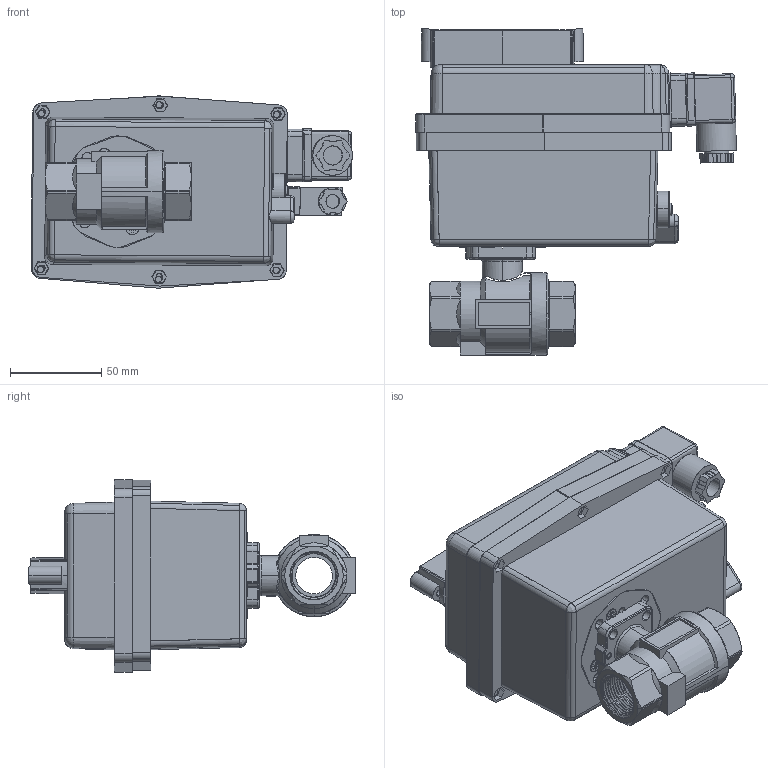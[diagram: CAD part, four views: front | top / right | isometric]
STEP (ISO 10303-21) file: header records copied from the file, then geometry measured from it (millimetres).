
FILE_DESCRIPTION (( 'STEP AP214' ), '1' );
FILE_NAME ('EK02_DN20_LH10.STEP', '2022-01-21T10:38:22', ( '' ), ( '' ), 'SwSTEP 2.0', 'SolidWorks 2021', '' );
FILE_SCHEMA (( 'AUTOMOTIVE_DESIGN' ));
Length unit declared in the file: metre
Products named in the file (1): EK02_DN20_LH10
Bounding box: 175.72 x 178.67 x 105.32 mm (x, y, z)
Surface area: 116332.4 mm2 (no closed solid volume)
Topology: 0 solids, 891 shells, 1064 faces, 5114 edges, 4934 vertices
Faces by surface type: cylinder 452, plane 413, cone 98, bspline 93, torus 8
Entity records: 86255 total; most frequent: CARTESIAN_POINT 36546, DIRECTION 7223, ORIENTED_EDGE 5435, EDGE_CURVE 5106, VERTEX_POINT 4934, LINE 2901, VECTOR 2901, AXIS2_PLACEMENT_3D 2161
